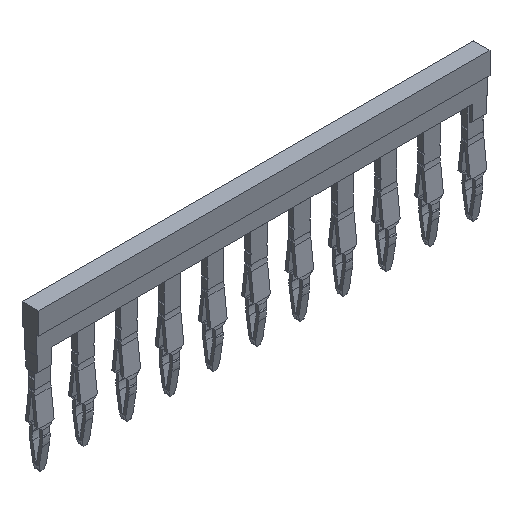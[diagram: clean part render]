
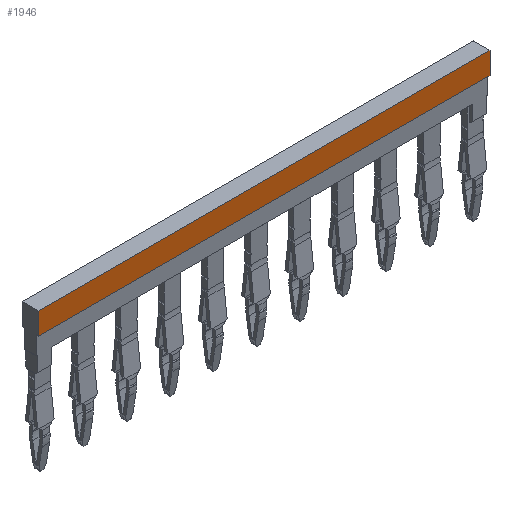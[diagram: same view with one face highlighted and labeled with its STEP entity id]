
A CAD part, isometric view. The second image highlights one B-rep face of the part: STEP entity #1946.
In plain terms, the highlighted planar face has unit normal (0, -1, 0).
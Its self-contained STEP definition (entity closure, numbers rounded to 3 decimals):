
#1926=AXIS2_PLACEMENT_3D('Plane Axis2P3D',#1923,#1924,#1925) ;
#1576=CARTESIAN_POINT('Vertex',(0.,0.,21.022)) ;
#1579=CARTESIAN_POINT('Line Origine',(0.,0.,22.872)) ;
#1583=CARTESIAN_POINT('Vertex',(0.,0.,24.722)) ;
#1908=CARTESIAN_POINT('Vertex',(76.7,0.,24.722)) ;
#1911=CARTESIAN_POINT('Line Origine',(38.35,0.,24.722)) ;
#1923=CARTESIAN_POINT('Axis2P3D Location',(82.45,0.,21.222)) ;
#1928=CARTESIAN_POINT('Line Origine',(76.7,0.,22.872)) ;
#1932=CARTESIAN_POINT('Vertex',(76.7,0.,21.022)) ;
#1935=CARTESIAN_POINT('Line Origine',(38.35,0.,21.022)) ;
#1580=DIRECTION('Vector Direction',(0.,0.,1.)) ;
#1912=DIRECTION('Vector Direction',(-1.,0.,0.)) ;
#1924=DIRECTION('Axis2P3D Direction',(0.,1.,0.)) ;
#1925=DIRECTION('Axis2P3D XDirection',(0.,0.,1.)) ;
#1929=DIRECTION('Vector Direction',(0.,0.,-1.)) ;
#1936=DIRECTION('Vector Direction',(-1.,0.,0.)) ;
#1581=VECTOR('Line Direction',#1580,1.) ;
#1913=VECTOR('Line Direction',#1912,1.) ;
#1930=VECTOR('Line Direction',#1929,1.) ;
#1937=VECTOR('Line Direction',#1936,1.) ;
#1941=ORIENTED_EDGE('',*,*,#1934,.F.) ;
#1942=ORIENTED_EDGE('',*,*,#1915,.T.) ;
#1943=ORIENTED_EDGE('',*,*,#1585,.F.) ;
#1944=ORIENTED_EDGE('',*,*,#1939,.F.) ;
#1946=ADVANCED_FACE('68405_HDC_MXCC_4X_02.1\\HDC_MXCC_4X_12_KOTR.1\\K\X2\00F6\X0\rper.20',(#1945),#1927,.F.) ;
#1585=EDGE_CURVE('',#1577,#1584,#1582,.T.) ;
#1915=EDGE_CURVE('',#1909,#1584,#1914,.T.) ;
#1934=EDGE_CURVE('',#1909,#1933,#1931,.T.) ;
#1939=EDGE_CURVE('',#1933,#1577,#1938,.T.) ;
#1940=EDGE_LOOP('',(#1941,#1942,#1943,#1944)) ;
#1945=FACE_OUTER_BOUND('',#1940,.T.) ;
#1582=LINE('Line',#1579,#1581) ;
#1914=LINE('Line',#1911,#1913) ;
#1931=LINE('Line',#1928,#1930) ;
#1938=LINE('Line',#1935,#1937) ;
#1927=PLANE('',#1926) ;
#1577=VERTEX_POINT('',#1576) ;
#1584=VERTEX_POINT('',#1583) ;
#1909=VERTEX_POINT('',#1908) ;
#1933=VERTEX_POINT('',#1932) ;
